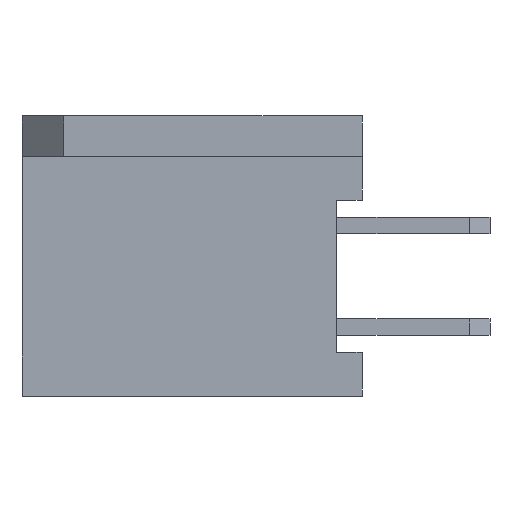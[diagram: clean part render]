
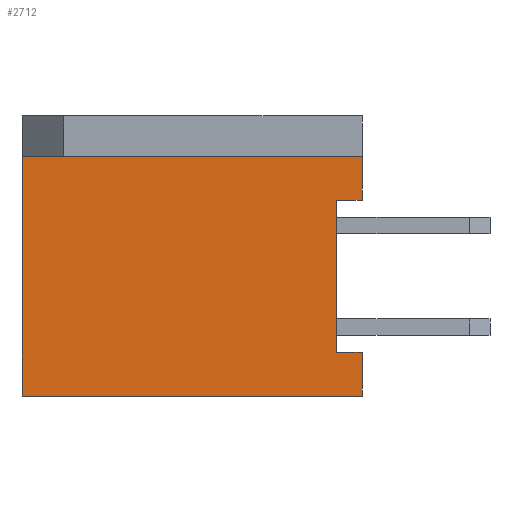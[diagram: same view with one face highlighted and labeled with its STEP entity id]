
A CAD part, left-side view. The second image highlights one B-rep face of the part: STEP entity #2712.
In plain terms, the highlighted planar face has unit normal (-1, 0, 0).
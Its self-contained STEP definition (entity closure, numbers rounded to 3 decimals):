
#34 = DIRECTION ( 'NONE',  ( 0., 1., 0. ) ) ;
#49 = VECTOR ( 'NONE', #4718, 1000. ) ;
#115 = ORIENTED_EDGE ( 'NONE', *, *, #5311, .T. ) ;
#290 = ORIENTED_EDGE ( 'NONE', *, *, #1930, .T. ) ;
#291 = LINE ( 'NONE', #1530, #5759 ) ;
#451 = EDGE_CURVE ( 'NONE', #3450, #2824, #4985, .T. ) ;
#496 = VERTEX_POINT ( 'NONE', #1866 ) ;
#712 = LINE ( 'NONE', #5661, #49 ) ;
#717 = EDGE_CURVE ( 'NONE', #4196, #4072, #3327, .T. ) ;
#755 = CARTESIAN_POINT ( 'NONE',  ( -8.89, 0., 0. ) ) ;
#804 = VECTOR ( 'NONE', #2060, 1000. ) ;
#884 = CARTESIAN_POINT ( 'NONE',  ( -8.89, 0.635, 2.997 ) ) ;
#926 = DIRECTION ( 'NONE',  ( 1., 0., 0. ) ) ;
#1056 = CARTESIAN_POINT ( 'NONE',  ( -8.89, 0., 0. ) ) ;
#1400 = ORIENTED_EDGE ( 'NONE', *, *, #717, .T. ) ;
#1518 = CARTESIAN_POINT ( 'NONE',  ( -8.89, 8.509, -1.905 ) ) ;
#1530 = CARTESIAN_POINT ( 'NONE',  ( -8.89, 8.509, 2.997 ) ) ;
#1672 = LINE ( 'NONE', #3958, #5117 ) ;
#1866 = CARTESIAN_POINT ( 'NONE',  ( -8.89, 0., -1.905 ) ) ;
#1930 = EDGE_CURVE ( 'NONE', #2295, #3937, #1672, .T. ) ;
#2060 = DIRECTION ( 'NONE',  ( 0., -1., 0. ) ) ;
#2109 = EDGE_LOOP ( 'NONE', ( #2562, #1400, #5135, #2223, #290, #115, #3192, #3059 ) ) ;
#2223 = ORIENTED_EDGE ( 'NONE', *, *, #2812, .F. ) ;
#2295 = VERTEX_POINT ( 'NONE', #2797 ) ;
#2540 = LINE ( 'NONE', #755, #3428 ) ;
#2562 = ORIENTED_EDGE ( 'NONE', *, *, #3955, .F. ) ;
#2712 = ADVANCED_FACE ( 'NONE', ( #2742 ), #3732, .F. ) ;
#2737 = DIRECTION ( 'NONE',  ( 0., 0., -1. ) ) ;
#2742 = FACE_OUTER_BOUND ( 'NONE', #2109, .T. ) ;
#2797 = CARTESIAN_POINT ( 'NONE',  ( -8.89, 8.509, -2.997 ) ) ;
#2812 = EDGE_CURVE ( 'NONE', #2295, #4820, #712, .T. ) ;
#2824 = VERTEX_POINT ( 'NONE', #3432 ) ;
#2870 = DIRECTION ( 'NONE',  ( 0., 0., 1. ) ) ;
#3016 = EDGE_CURVE ( 'NONE', #4820, #4072, #291, .T. ) ;
#3059 = ORIENTED_EDGE ( 'NONE', *, *, #451, .F. ) ;
#3192 = ORIENTED_EDGE ( 'NONE', *, *, #3556, .F. ) ;
#3284 = VECTOR ( 'NONE', #34, 1000. ) ;
#3327 = LINE ( 'NONE', #1056, #3916 ) ;
#3352 = LINE ( 'NONE', #1518, #804 ) ;
#3428 = VECTOR ( 'NONE', #4330, 1000. ) ;
#3432 = CARTESIAN_POINT ( 'NONE',  ( -8.89, 0.635, -1.905 ) ) ;
#3450 = VERTEX_POINT ( 'NONE', #4578 ) ;
#3556 = EDGE_CURVE ( 'NONE', #2824, #496, #3352, .T. ) ;
#3676 = CARTESIAN_POINT ( 'NONE',  ( -8.89, 0., -2.997 ) ) ;
#3702 = LINE ( 'NONE', #4238, #3284 ) ;
#3732 = PLANE ( 'NONE',  #5216 ) ;
#3851 = DIRECTION ( 'NONE',  ( 0., -1., 0. ) ) ;
#3916 = VECTOR ( 'NONE', #2870, 1000. ) ;
#3937 = VERTEX_POINT ( 'NONE', #3676 ) ;
#3955 = EDGE_CURVE ( 'NONE', #4196, #3450, #3702, .T. ) ;
#3958 = CARTESIAN_POINT ( 'NONE',  ( -8.89, 8.509, -2.997 ) ) ;
#4072 = VERTEX_POINT ( 'NONE', #5548 ) ;
#4196 = VERTEX_POINT ( 'NONE', #5570 ) ;
#4238 = CARTESIAN_POINT ( 'NONE',  ( -8.89, 0., 1.905 ) ) ;
#4330 = DIRECTION ( 'NONE',  ( 0., 0., 1. ) ) ;
#4479 = CARTESIAN_POINT ( 'NONE',  ( -8.89, 8.509, 2.997 ) ) ;
#4578 = CARTESIAN_POINT ( 'NONE',  ( -8.89, 0.635, 1.905 ) ) ;
#4718 = DIRECTION ( 'NONE',  ( 0., 0., 1. ) ) ;
#4820 = VERTEX_POINT ( 'NONE', #4479 ) ;
#4985 = LINE ( 'NONE', #884, #5170 ) ;
#5023 = CARTESIAN_POINT ( 'NONE',  ( -8.89, 8.509, 2.997 ) ) ;
#5082 = DIRECTION ( 'NONE',  ( 0., 0., -1. ) ) ;
#5117 = VECTOR ( 'NONE', #3851, 1000. ) ;
#5135 = ORIENTED_EDGE ( 'NONE', *, *, #3016, .F. ) ;
#5170 = VECTOR ( 'NONE', #2737, 1000. ) ;
#5216 = AXIS2_PLACEMENT_3D ( 'NONE', #5023, #926, #5082 ) ;
#5217 = DIRECTION ( 'NONE',  ( 0., -1., 0. ) ) ;
#5311 = EDGE_CURVE ( 'NONE', #3937, #496, #2540, .T. ) ;
#5548 = CARTESIAN_POINT ( 'NONE',  ( -8.89, 0., 2.997 ) ) ;
#5570 = CARTESIAN_POINT ( 'NONE',  ( -8.89, 0., 1.905 ) ) ;
#5661 = CARTESIAN_POINT ( 'NONE',  ( -8.89, 8.509, 2.997 ) ) ;
#5759 = VECTOR ( 'NONE', #5217, 1000. ) ;
